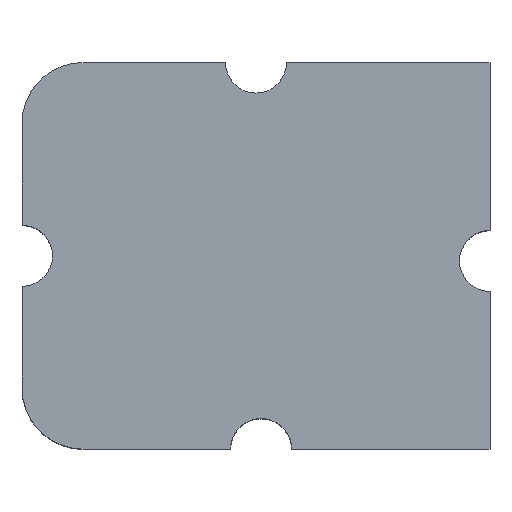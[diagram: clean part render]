
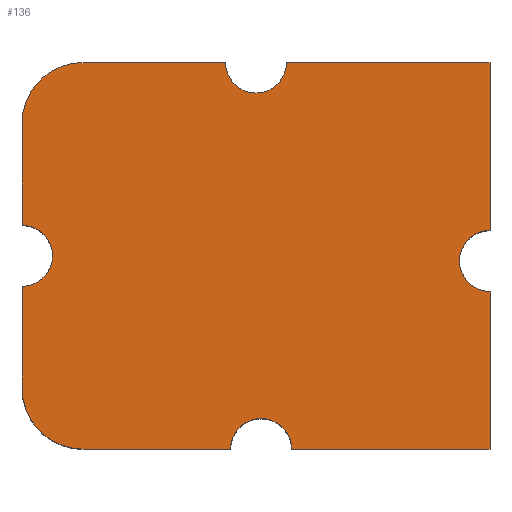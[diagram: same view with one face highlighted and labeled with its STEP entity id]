
A CAD part, top view. The second image highlights one B-rep face of the part: STEP entity #136.
In plain terms, the highlighted planar face has unit normal (0, 0, 1).
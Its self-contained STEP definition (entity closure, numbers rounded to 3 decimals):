
#120=PLANE('',#429);
#136=ADVANCED_FACE('',(#158),#120,.T.);
#158=FACE_OUTER_BOUND('',#174,.T.);
#174=EDGE_LOOP('',(#292,#293,#294,#295,#296,#297,#298,#299,#300,#301,#302,
#303,#304,#305));
#180=LINE('',#533,#210);
#183=LINE('',#539,#213);
#187=LINE('',#551,#217);
#190=LINE('',#557,#220);
#194=LINE('',#569,#224);
#198=LINE('',#581,#228);
#202=LINE('',#593,#232);
#205=LINE('',#602,#235);
#210=VECTOR('',#443,1.);
#213=VECTOR('',#448,1.);
#217=VECTOR('',#460,1.);
#220=VECTOR('',#465,1.);
#224=VECTOR('',#477,1.);
#228=VECTOR('',#489,1.);
#232=VECTOR('',#501,1.);
#235=VECTOR('',#512,1.);
#292=ORIENTED_EDGE('',*,*,#350,.F.);
#293=ORIENTED_EDGE('',*,*,#354,.F.);
#294=ORIENTED_EDGE('',*,*,#357,.F.);
#295=ORIENTED_EDGE('',*,*,#360,.F.);
#296=ORIENTED_EDGE('',*,*,#363,.F.);
#297=ORIENTED_EDGE('',*,*,#366,.F.);
#298=ORIENTED_EDGE('',*,*,#369,.F.);
#299=ORIENTED_EDGE('',*,*,#372,.F.);
#300=ORIENTED_EDGE('',*,*,#375,.T.);
#301=ORIENTED_EDGE('',*,*,#378,.F.);
#302=ORIENTED_EDGE('',*,*,#381,.F.);
#303=ORIENTED_EDGE('',*,*,#384,.F.);
#304=ORIENTED_EDGE('',*,*,#387,.T.);
#305=ORIENTED_EDGE('',*,*,#389,.F.);
#322=VERTEX_POINT('',#524);
#323=VERTEX_POINT('',#526);
#325=VERTEX_POINT('',#532);
#327=VERTEX_POINT('',#538);
#329=VERTEX_POINT('',#544);
#331=VERTEX_POINT('',#550);
#333=VERTEX_POINT('',#556);
#335=VERTEX_POINT('',#562);
#337=VERTEX_POINT('',#568);
#339=VERTEX_POINT('',#574);
#341=VERTEX_POINT('',#580);
#343=VERTEX_POINT('',#586);
#345=VERTEX_POINT('',#592);
#347=VERTEX_POINT('',#598);
#350=EDGE_CURVE('',#322,#323,#391,.T.);
#354=EDGE_CURVE('',#325,#322,#180,.T.);
#357=EDGE_CURVE('',#327,#325,#183,.T.);
#360=EDGE_CURVE('',#329,#327,#393,.T.);
#363=EDGE_CURVE('',#331,#329,#187,.T.);
#366=EDGE_CURVE('',#333,#331,#190,.T.);
#369=EDGE_CURVE('',#335,#333,#395,.T.);
#372=EDGE_CURVE('',#337,#335,#194,.T.);
#375=EDGE_CURVE('',#337,#339,#397,.T.);
#378=EDGE_CURVE('',#341,#339,#198,.T.);
#381=EDGE_CURVE('',#343,#341,#399,.T.);
#384=EDGE_CURVE('',#345,#343,#202,.T.);
#387=EDGE_CURVE('',#345,#347,#401,.T.);
#389=EDGE_CURVE('',#323,#347,#205,.T.);
#391=CIRCLE('',#404,0.015);
#393=CIRCLE('',#409,0.015);
#395=CIRCLE('',#414,0.015);
#397=CIRCLE('',#418,0.03);
#399=CIRCLE('',#422,0.015);
#401=CIRCLE('',#426,0.03);
#404=AXIS2_PLACEMENT_3D('',#525,#436,#437);
#409=AXIS2_PLACEMENT_3D('',#545,#454,#455);
#414=AXIS2_PLACEMENT_3D('',#563,#471,#472);
#418=AXIS2_PLACEMENT_3D('',#575,#483,#484);
#422=AXIS2_PLACEMENT_3D('',#587,#495,#496);
#426=AXIS2_PLACEMENT_3D('',#599,#507,#508);
#429=AXIS2_PLACEMENT_3D('',#604,#515,#516);
#436=DIRECTION('',(0.,0.,1.));
#437=DIRECTION('',(1.,0.,0.));
#443=DIRECTION('',(-1.,0.,0.));
#448=DIRECTION('',(0.,-1.,0.));
#454=DIRECTION('',(0.,0.,1.));
#455=DIRECTION('',(1.,0.,0.));
#460=DIRECTION('',(0.,-1.,0.));
#465=DIRECTION('',(1.,0.,0.));
#471=DIRECTION('',(0.,0.,1.));
#472=DIRECTION('',(1.,0.,0.));
#477=DIRECTION('',(1.,0.,0.));
#483=DIRECTION('',(0.,0.,1.));
#484=DIRECTION('',(1.,0.,0.));
#489=DIRECTION('',(0.,1.,0.));
#495=DIRECTION('',(0.,0.,1.));
#496=DIRECTION('',(1.,0.,0.));
#501=DIRECTION('',(0.,1.,0.));
#507=DIRECTION('',(0.,0.,1.));
#508=DIRECTION('',(1.,0.,0.));
#512=DIRECTION('',(-1.,0.,0.));
#515=DIRECTION('',(0.,0.,1.));
#516=DIRECTION('',(-1.,0.,0.));
#524=CARTESIAN_POINT('',(0.518,0.155,0.25));
#525=CARTESIAN_POINT('',(0.503,0.155,0.25));
#526=CARTESIAN_POINT('',(0.488,0.155,0.25));
#532=CARTESIAN_POINT('',(0.615,0.155,0.25));
#533=CARTESIAN_POINT('',(0.5,0.155,0.25));
#538=CARTESIAN_POINT('',(0.615,0.233,0.25));
#539=CARTESIAN_POINT('',(0.615,0.25,0.25));
#544=CARTESIAN_POINT('',(0.615,0.263,0.25));
#545=CARTESIAN_POINT('',(0.615,0.248,0.25));
#550=CARTESIAN_POINT('',(0.615,0.345,0.25));
#551=CARTESIAN_POINT('',(0.615,0.25,0.25));
#556=CARTESIAN_POINT('',(0.515,0.345,0.25));
#557=CARTESIAN_POINT('',(0.5,0.345,0.25));
#562=CARTESIAN_POINT('',(0.485,0.345,0.25));
#563=CARTESIAN_POINT('',(0.5,0.345,0.25));
#568=CARTESIAN_POINT('',(0.415,0.345,0.25));
#569=CARTESIAN_POINT('',(0.5,0.345,0.25));
#574=CARTESIAN_POINT('',(0.385,0.315,0.25));
#575=CARTESIAN_POINT('',(0.415,0.315,0.25));
#580=CARTESIAN_POINT('',(0.385,0.265,0.25));
#581=CARTESIAN_POINT('',(0.385,0.25,0.25));
#586=CARTESIAN_POINT('',(0.385,0.235,0.25));
#587=CARTESIAN_POINT('',(0.385,0.25,0.25));
#592=CARTESIAN_POINT('',(0.385,0.185,0.25));
#593=CARTESIAN_POINT('',(0.385,0.25,0.25));
#598=CARTESIAN_POINT('',(0.415,0.155,0.25));
#599=CARTESIAN_POINT('',(0.415,0.185,0.25));
#602=CARTESIAN_POINT('',(0.5,0.155,0.25));
#604=CARTESIAN_POINT('',(0.5,0.25,0.25));
